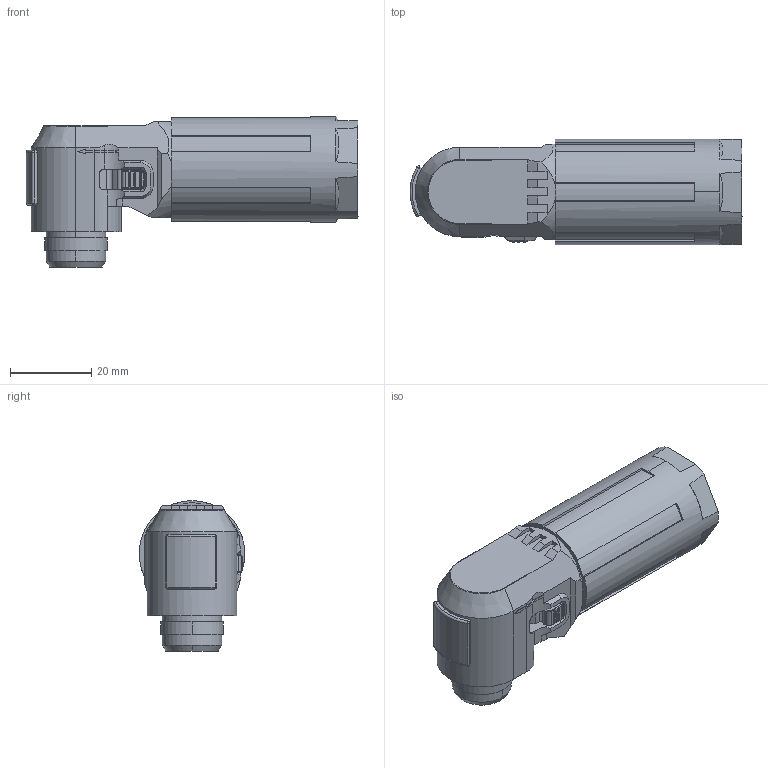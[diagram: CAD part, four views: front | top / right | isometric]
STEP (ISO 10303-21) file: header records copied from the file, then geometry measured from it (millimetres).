
FILE_DESCRIPTION(('Creo Elements/Direct Modeling STEP Export'),'2;1');
FILE_NAME('model.stp','2022-09-20T12:07:06',(''),(''),'Creo Elements/Direct Modeling STEP processor for AP214 (Solid Model)','Creo Elements/Direct Modeling 20.1D 10-Oct-2020 (C) Parametric Technology GmbH','');
FILE_SCHEMA(('AUTOMOTIVE_DESIGN { 1 0 10303 214 1 1 1 1 }'));
Length unit declared in the file: millimetre
Products named in the file (2): 1Pol-ES-HV-PLUG-NE-BK
Assembly tree (1 placements, depth 2):
  1Pol-ES-HV-PLUG-NE-BK
    1Pol-ES-HV-PLUG-NE-BK
Bounding box: 81.8 x 26 x 37.05 mm (x, y, z)
Volume: 37975.1 mm3; surface area: 10626.4 mm2
Topology: 1 solids, 1 shells, 238 faces, 629 edges, 399 vertices
Faces by surface type: plane 117, cylinder 73, cone 33, torus 9, sphere 6
Entity records: 10462 total; most frequent: CARTESIAN_POINT 2711, ORIENTED_EDGE 1246, DIRECTION 1191, EDGE_CURVE 623, AXIS2_PLACEMENT_3D 424, VERTEX_POINT 399, VECTOR 343, LINE 343
